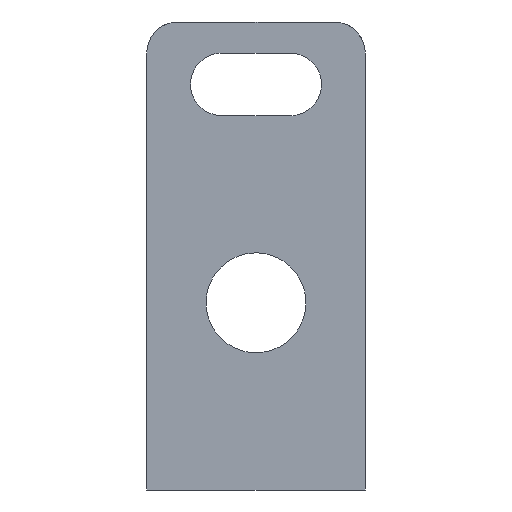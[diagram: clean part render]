
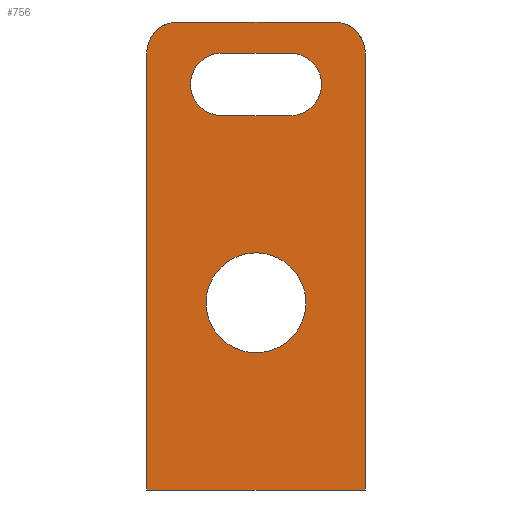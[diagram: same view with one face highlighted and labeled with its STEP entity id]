
A CAD part, left-side view. The second image highlights one B-rep face of the part: STEP entity #756.
In plain terms, the highlighted free-form (B-spline) face has degree [1, 1] with [2, 2] control points.
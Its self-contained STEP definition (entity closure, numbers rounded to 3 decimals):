
#117 = EDGE_CURVE('',#118,#120,#122,.T.);
#118 = VERTEX_POINT('',#119);
#119 = CARTESIAN_POINT('',(0.,32.112,
    37.779));
#120 = VERTEX_POINT('',#121);
#121 = CARTESIAN_POINT('',(0.,11.963,
    37.779));
#122 = ( BOUNDED_CURVE() B_SPLINE_CURVE(2,(#123,#124,#125,#126,#127),
.UNSPECIFIED.,.F.,.F.) B_SPLINE_CURVE_WITH_KNOTS((3,2,3),(0.,
1.571,3.142),.PIECEWISE_BEZIER_KNOTS.) CURVE() 
GEOMETRIC_REPRESENTATION_ITEM() RATIONAL_B_SPLINE_CURVE((1.,
0.707,1.,0.707,1.)) REPRESENTATION_ITEM('') );
#123 = CARTESIAN_POINT('',(0.,32.112,
    37.779));
#124 = CARTESIAN_POINT('',(0.,32.112,
    47.853));
#125 = CARTESIAN_POINT('',(0.,22.037,
    47.853));
#126 = CARTESIAN_POINT('',(0.,11.963,
    47.853));
#127 = CARTESIAN_POINT('',(0.,11.963,
    37.779));
#313 = VERTEX_POINT('',#314);
#314 = CARTESIAN_POINT('',(0.,15.111,75.557));
#329 = VERTEX_POINT('',#330);
#330 = CARTESIAN_POINT('',(0.,28.964,75.557));
#335 = EDGE_CURVE('',#313,#329,#336,.T.);
#336 = B_SPLINE_CURVE_WITH_KNOTS('',1,(#337,#338),.UNSPECIFIED.,.F.,.F.,
  (2,2),(12.,23.),.PIECEWISE_BEZIER_KNOTS.);
#337 = CARTESIAN_POINT('',(0.,15.111,75.557));
#338 = CARTESIAN_POINT('',(0.,28.964,75.557));
#348 = EDGE_CURVE('',#329,#349,#351,.T.);
#349 = VERTEX_POINT('',#350);
#350 = CARTESIAN_POINT('',(0.,28.964,88.15));
#351 = ( BOUNDED_CURVE() B_SPLINE_CURVE(2,(#352,#353,#354,#355,#356),
.UNSPECIFIED.,.F.,.F.) B_SPLINE_CURVE_WITH_KNOTS((3,2,3),(0.,
1.571,3.142),.PIECEWISE_BEZIER_KNOTS.) CURVE() 
GEOMETRIC_REPRESENTATION_ITEM() RATIONAL_B_SPLINE_CURVE((1.,
0.707,1.,0.707,1.)) REPRESENTATION_ITEM('') );
#352 = CARTESIAN_POINT('',(0.,28.964,75.557));
#353 = CARTESIAN_POINT('',(0.,35.26,75.557));
#354 = CARTESIAN_POINT('',(0.,35.26,81.854));
#355 = CARTESIAN_POINT('',(0.,35.26,88.15));
#356 = CARTESIAN_POINT('',(0.,28.964,88.15));
#397 = VERTEX_POINT('',#398);
#398 = CARTESIAN_POINT('',(0.,15.111,88.15));
#403 = EDGE_CURVE('',#349,#397,#404,.T.);
#404 = B_SPLINE_CURVE_WITH_KNOTS('',1,(#405,#406),.UNSPECIFIED.,.F.,.F.,
  (2,2),(-23.,-12.),.PIECEWISE_BEZIER_KNOTS.);
#405 = CARTESIAN_POINT('',(0.,28.964,88.15));
#406 = CARTESIAN_POINT('',(0.,15.111,88.15));
#416 = EDGE_CURVE('',#397,#313,#417,.T.);
#417 = ( BOUNDED_CURVE() B_SPLINE_CURVE(2,(#418,#419,#420,#421,#422),
.UNSPECIFIED.,.F.,.F.) B_SPLINE_CURVE_WITH_KNOTS((3,2,3),(3.142,
4.712,6.283),.PIECEWISE_BEZIER_KNOTS.) CURVE() 
GEOMETRIC_REPRESENTATION_ITEM() RATIONAL_B_SPLINE_CURVE((1.,
0.707,1.,0.707,1.)) REPRESENTATION_ITEM('') );
#418 = CARTESIAN_POINT('',(0.,15.111,88.15));
#419 = CARTESIAN_POINT('',(0.,8.815,88.15));
#420 = CARTESIAN_POINT('',(0.,8.815,81.854));
#421 = CARTESIAN_POINT('',(0.,8.815,75.557));
#422 = CARTESIAN_POINT('',(0.,15.111,75.557));
#534 = EDGE_CURVE('',#535,#537,#539,.T.);
#535 = VERTEX_POINT('',#536);
#536 = CARTESIAN_POINT('',(0.,37.779,94.446));
#537 = VERTEX_POINT('',#538);
#538 = CARTESIAN_POINT('',(0.,6.296,94.446));
#539 = B_SPLINE_CURVE_WITH_KNOTS('',1,(#540,#541),.UNSPECIFIED.,.F.,.F.,
  (2,2),(5.,30.),.PIECEWISE_BEZIER_KNOTS.);
#540 = CARTESIAN_POINT('',(0.,37.779,94.446));
#541 = CARTESIAN_POINT('',(0.,6.296,94.446));
#636 = EDGE_CURVE('',#637,#639,#641,.T.);
#637 = VERTEX_POINT('',#638);
#638 = CARTESIAN_POINT('',(0.,44.075,0.));
#639 = VERTEX_POINT('',#640);
#640 = CARTESIAN_POINT('',(0.,0.,0.));
#641 = B_SPLINE_CURVE_WITH_KNOTS('',1,(#642,#643),.UNSPECIFIED.,.F.,.F.,
  (2,2),(-35.,0.),.PIECEWISE_BEZIER_KNOTS.);
#642 = CARTESIAN_POINT('',(0.,44.075,0.));
#643 = CARTESIAN_POINT('',(0.,0.,0.));
#672 = EDGE_CURVE('',#673,#637,#675,.T.);
#673 = VERTEX_POINT('',#674);
#674 = CARTESIAN_POINT('',(0.,44.075,88.15));
#675 = B_SPLINE_CURVE_WITH_KNOTS('',1,(#676,#677),.UNSPECIFIED.,.F.,.F.,
  (2,2),(-60.,10.),.PIECEWISE_BEZIER_KNOTS.);
#676 = CARTESIAN_POINT('',(0.,44.075,88.15));
#677 = CARTESIAN_POINT('',(0.,44.075,0.));
#732 = VERTEX_POINT('',#733);
#733 = CARTESIAN_POINT('',(0.,0.,88.15));
#738 = EDGE_CURVE('',#732,#639,#739,.T.);
#739 = B_SPLINE_CURVE_WITH_KNOTS('',1,(#740,#741),.UNSPECIFIED.,.F.,.F.,
  (2,2),(-60.,10.),.PIECEWISE_BEZIER_KNOTS.);
#740 = CARTESIAN_POINT('',(0.,0.,88.15));
#741 = CARTESIAN_POINT('',(0.,0.,0.));
#756 = ADVANCED_FACE('',(#757,#763,#774),#792,.F.);
#757 = FACE_BOUND('',#758,.T.);
#758 = EDGE_LOOP('',(#759,#760,#761,#762));
#759 = ORIENTED_EDGE('',*,*,#403,.T.);
#760 = ORIENTED_EDGE('',*,*,#416,.T.);
#761 = ORIENTED_EDGE('',*,*,#335,.T.);
#762 = ORIENTED_EDGE('',*,*,#348,.T.);
#763 = FACE_BOUND('',#764,.T.);
#764 = EDGE_LOOP('',(#765,#773));
#765 = ORIENTED_EDGE('',*,*,#766,.T.);
#766 = EDGE_CURVE('',#120,#118,#767,.T.);
#767 = ( BOUNDED_CURVE() B_SPLINE_CURVE(2,(#768,#769,#770,#771,#772),
.UNSPECIFIED.,.F.,.F.) B_SPLINE_CURVE_WITH_KNOTS((3,2,3),(3.142,
4.712,6.283),.PIECEWISE_BEZIER_KNOTS.) CURVE() 
GEOMETRIC_REPRESENTATION_ITEM() RATIONAL_B_SPLINE_CURVE((1.,
0.707,1.,0.707,1.)) REPRESENTATION_ITEM('') );
#768 = CARTESIAN_POINT('',(0.,11.963,
    37.779));
#769 = CARTESIAN_POINT('',(0.,11.963,
    27.704));
#770 = CARTESIAN_POINT('',(0.,22.037,
    27.704));
#771 = CARTESIAN_POINT('',(0.,32.112,
    27.704));
#772 = CARTESIAN_POINT('',(0.,32.112,
    37.779));
#773 = ORIENTED_EDGE('',*,*,#117,.T.);
#774 = FACE_BOUND('',#775,.T.);
#775 = EDGE_LOOP('',(#776,#777,#783,#784,#790,#791));
#776 = ORIENTED_EDGE('',*,*,#738,.F.);
#777 = ORIENTED_EDGE('',*,*,#778,.T.);
#778 = EDGE_CURVE('',#732,#537,#779,.T.);
#779 = ( BOUNDED_CURVE() B_SPLINE_CURVE(2,(#780,#781,#782),
.UNSPECIFIED.,.F.,.F.) B_SPLINE_CURVE_WITH_KNOTS((3,3),(1.571,
3.142),.PIECEWISE_BEZIER_KNOTS.) CURVE() 
GEOMETRIC_REPRESENTATION_ITEM() RATIONAL_B_SPLINE_CURVE((1.,
0.707,1.)) REPRESENTATION_ITEM('') );
#780 = CARTESIAN_POINT('',(0.,0.,88.15));
#781 = CARTESIAN_POINT('',(0.,0.,94.446));
#782 = CARTESIAN_POINT('',(0.,6.296,94.446));
#783 = ORIENTED_EDGE('',*,*,#534,.F.);
#784 = ORIENTED_EDGE('',*,*,#785,.T.);
#785 = EDGE_CURVE('',#535,#673,#786,.T.);
#786 = ( BOUNDED_CURVE() B_SPLINE_CURVE(2,(#787,#788,#789),
.UNSPECIFIED.,.F.,.F.) B_SPLINE_CURVE_WITH_KNOTS((3,3),(3.142,
4.712),.PIECEWISE_BEZIER_KNOTS.) CURVE() 
GEOMETRIC_REPRESENTATION_ITEM() RATIONAL_B_SPLINE_CURVE((1.,
0.707,1.)) REPRESENTATION_ITEM('') );
#787 = CARTESIAN_POINT('',(0.,37.779,94.446));
#788 = CARTESIAN_POINT('',(0.,44.075,94.446));
#789 = CARTESIAN_POINT('',(0.,44.075,88.15));
#790 = ORIENTED_EDGE('',*,*,#672,.T.);
#791 = ORIENTED_EDGE('',*,*,#636,.T.);
#792 = B_SPLINE_SURFACE_WITH_KNOTS('',1,1,(
    (#793,#794)
    ,(#795,#796
    )),.UNSPECIFIED.,.F.,.F.,.F.,(2,2),(2,2),(0.,35.),(-10.,65.),
  .PIECEWISE_BEZIER_KNOTS.);
#793 = CARTESIAN_POINT('',(0.,0.,0.));
#794 = CARTESIAN_POINT('',(0.,0.,94.446));
#795 = CARTESIAN_POINT('',(0.,44.075,0.));
#796 = CARTESIAN_POINT('',(0.,44.075,94.446));
